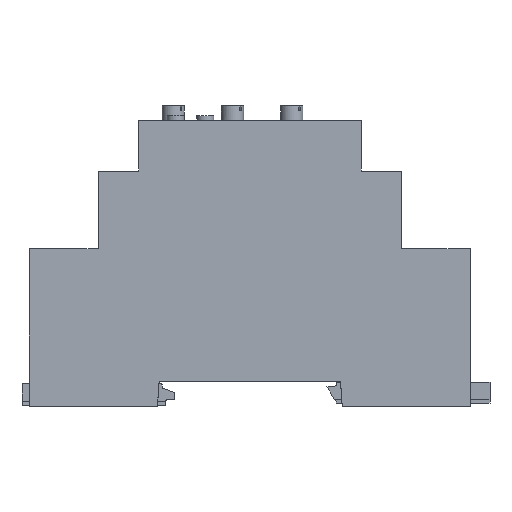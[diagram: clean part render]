
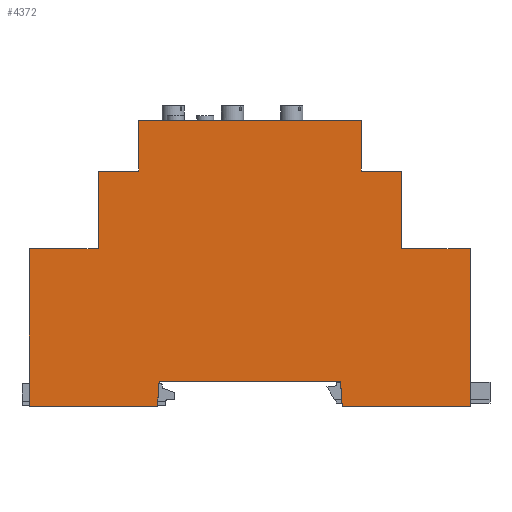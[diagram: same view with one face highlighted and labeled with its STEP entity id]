
A CAD part, left-side view. The second image highlights one B-rep face of the part: STEP entity #4372.
In plain terms, the highlighted planar face has unit normal (-1, 0, 0).
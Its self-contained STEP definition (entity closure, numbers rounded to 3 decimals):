
#4372=ADVANCED_FACE('',(#11768),#11770,.T.);
#11768=FACE_BOUND('',#11769,.T.);
#11769=EDGE_LOOP('',(#18115,#18116,#18117,#18118,#18119,#18120,#18121,#18122,#18123,
#18124,#18125,#18126,#18127,#18128,#18129,#18130));
#11770=PLANE('',#11771);
#11771=AXIS2_PLACEMENT_3D('',#11772,#11773,#11774);
#11772=CARTESIAN_POINT('',(-35.5,0.,0.));
#11773=DIRECTION('',(-1.,0.,0.));
#11774=DIRECTION('',(0.,0.,-1.));
#18115=ORIENTED_EDGE('',*,*,#22172,.T.);
#18116=ORIENTED_EDGE('',*,*,#22173,.T.);
#18117=ORIENTED_EDGE('',*,*,#22174,.T.);
#18118=ORIENTED_EDGE('',*,*,#22175,.T.);
#18119=ORIENTED_EDGE('',*,*,#22176,.T.);
#18120=ORIENTED_EDGE('',*,*,#22177,.T.);
#18121=ORIENTED_EDGE('',*,*,#22178,.T.);
#18122=ORIENTED_EDGE('',*,*,#22179,.T.);
#18123=ORIENTED_EDGE('',*,*,#22180,.T.);
#18124=ORIENTED_EDGE('',*,*,#22181,.T.);
#18125=ORIENTED_EDGE('',*,*,#22182,.T.);
#18126=ORIENTED_EDGE('',*,*,#22076,.T.);
#18127=ORIENTED_EDGE('',*,*,#22171,.T.);
#18128=ORIENTED_EDGE('',*,*,#22183,.T.);
#18129=ORIENTED_EDGE('',*,*,#22184,.T.);
#18130=ORIENTED_EDGE('',*,*,#22185,.T.);
#22076=EDGE_CURVE('',#25732,#25730,#25733,.T.);
#22171=EDGE_CURVE('',#25730,#25908,#25910,.T.);
#22172=EDGE_CURVE('',#25911,#25912,#25913,.T.);
#22173=EDGE_CURVE('',#25912,#25914,#25915,.T.);
#22174=EDGE_CURVE('',#25914,#25916,#25917,.T.);
#22175=EDGE_CURVE('',#25916,#25918,#25919,.T.);
#22176=EDGE_CURVE('',#25918,#25920,#25921,.T.);
#22177=EDGE_CURVE('',#25920,#25922,#25923,.T.);
#22178=EDGE_CURVE('',#25922,#25924,#25925,.T.);
#22179=EDGE_CURVE('',#25924,#25926,#25927,.T.);
#22180=EDGE_CURVE('',#25926,#25928,#25929,.T.);
#22181=EDGE_CURVE('',#25928,#25930,#25931,.T.);
#22182=EDGE_CURVE('',#25930,#25732,#25932,.T.);
#22183=EDGE_CURVE('',#25908,#25933,#25934,.T.);
#22184=EDGE_CURVE('',#25933,#25935,#25936,.T.);
#22185=EDGE_CURVE('',#25935,#25911,#25937,.T.);
#25730=VERTEX_POINT('',#33260);
#25732=VERTEX_POINT('',#33264);
#25733=LINE('',#33265,#33266);
#25908=VERTEX_POINT('',#33678);
#25910=LINE('',#33682,#33683);
#25911=VERTEX_POINT('',#33685);
#25912=VERTEX_POINT('',#33686);
#25913=LINE('',#33687,#33688);
#25914=VERTEX_POINT('',#33690);
#25915=LINE('',#33691,#33692);
#25916=VERTEX_POINT('',#33694);
#25917=LINE('',#33695,#33696);
#25918=VERTEX_POINT('',#33698);
#25919=LINE('',#33699,#33700);
#25920=VERTEX_POINT('',#33702);
#25921=LINE('',#33703,#33704);
#25922=VERTEX_POINT('',#33706);
#25923=LINE('',#33707,#33708);
#25924=VERTEX_POINT('',#33710);
#25925=LINE('',#33711,#33712);
#25926=VERTEX_POINT('',#33714);
#25927=LINE('',#33715,#33716);
#25928=VERTEX_POINT('',#33718);
#25929=LINE('',#33719,#33720);
#25930=VERTEX_POINT('',#33722);
#25931=LINE('',#33723,#33724);
#25932=LINE('',#33726,#33727);
#25933=VERTEX_POINT('',#33729);
#25934=LINE('',#33730,#33731);
#25935=VERTEX_POINT('',#33733);
#25936=LINE('',#33734,#33735);
#25937=LINE('',#33737,#33738);
#33260=CARTESIAN_POINT('',(-35.5,22.5,52.804));
#33264=CARTESIAN_POINT('',(-35.5,-22.5,52.804));
#33265=CARTESIAN_POINT('',(-35.5,-22.5,52.804));
#33266=VECTOR('',#33267,1.);
#33267=DIRECTION('',(0.,1.,0.));
#33678=CARTESIAN_POINT('',(-35.5,22.5,42.606));
#33682=CARTESIAN_POINT('',(-35.5,22.5,52.804));
#33683=VECTOR('',#33684,1.);
#33684=DIRECTION('',(0.,0.,-1.));
#33685=CARTESIAN_POINT('',(-35.5,44.6,26.878));
#33686=CARTESIAN_POINT('',(-35.5,44.6,-4.987));
#33687=CARTESIAN_POINT('',(-35.5,44.6,26.878));
#33688=VECTOR('',#33689,1.);
#33689=DIRECTION('',(0.,0.,-1.));
#33690=CARTESIAN_POINT('',(-35.5,18.7,-4.987));
#33691=CARTESIAN_POINT('',(-35.5,44.6,-4.987));
#33692=VECTOR('',#33693,1.);
#33693=DIRECTION('',(0.,-1.,0.));
#33694=CARTESIAN_POINT('',(-35.5,18.351,0.));
#33695=CARTESIAN_POINT('',(-35.5,18.7,-4.987));
#33696=VECTOR('',#33697,1.);
#33697=DIRECTION('',(0.,-0.07,0.998));
#33698=CARTESIAN_POINT('',(-35.5,-18.351,0.));
#33699=CARTESIAN_POINT('',(-35.5,18.351,0.));
#33700=VECTOR('',#33701,1.);
#33701=DIRECTION('',(0.,-1.,0.));
#33702=CARTESIAN_POINT('',(-35.5,-18.7,-4.987));
#33703=CARTESIAN_POINT('',(-35.5,-18.351,0.));
#33704=VECTOR('',#33705,1.);
#33705=DIRECTION('',(0.,-0.07,-0.998));
#33706=CARTESIAN_POINT('',(-35.5,-44.6,-4.987));
#33707=CARTESIAN_POINT('',(-35.5,-18.7,-4.987));
#33708=VECTOR('',#33709,1.);
#33709=DIRECTION('',(0.,-1.,0.));
#33710=CARTESIAN_POINT('',(-35.5,-44.6,26.878));
#33711=CARTESIAN_POINT('',(-35.5,-44.6,-4.987));
#33712=VECTOR('',#33713,1.);
#33713=DIRECTION('',(0.,0.,1.));
#33714=CARTESIAN_POINT('',(-35.5,-30.7,26.878));
#33715=CARTESIAN_POINT('',(-35.5,-44.6,26.878));
#33716=VECTOR('',#33717,1.);
#33717=DIRECTION('',(0.,1.,0.));
#33718=CARTESIAN_POINT('',(-35.5,-30.7,42.606));
#33719=CARTESIAN_POINT('',(-35.5,-30.7,26.878));
#33720=VECTOR('',#33721,1.);
#33721=DIRECTION('',(0.,0.,1.));
#33722=CARTESIAN_POINT('',(-35.5,-22.5,42.606));
#33723=CARTESIAN_POINT('',(-35.5,-30.7,42.606));
#33724=VECTOR('',#33725,1.);
#33725=DIRECTION('',(0.,1.,0.));
#33726=CARTESIAN_POINT('',(-35.5,-22.5,42.606));
#33727=VECTOR('',#33728,1.);
#33728=DIRECTION('',(0.,0.,1.));
#33729=CARTESIAN_POINT('',(-35.5,30.7,42.606));
#33730=CARTESIAN_POINT('',(-35.5,22.5,42.606));
#33731=VECTOR('',#33732,1.);
#33732=DIRECTION('',(0.,1.,0.));
#33733=CARTESIAN_POINT('',(-35.5,30.7,26.878));
#33734=CARTESIAN_POINT('',(-35.5,30.7,42.606));
#33735=VECTOR('',#33736,1.);
#33736=DIRECTION('',(0.,0.,-1.));
#33737=CARTESIAN_POINT('',(-35.5,30.7,26.878));
#33738=VECTOR('',#33739,1.);
#33739=DIRECTION('',(0.,1.,0.));
